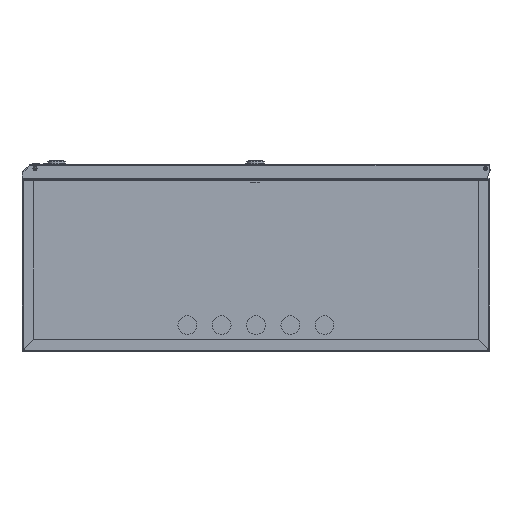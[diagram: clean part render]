
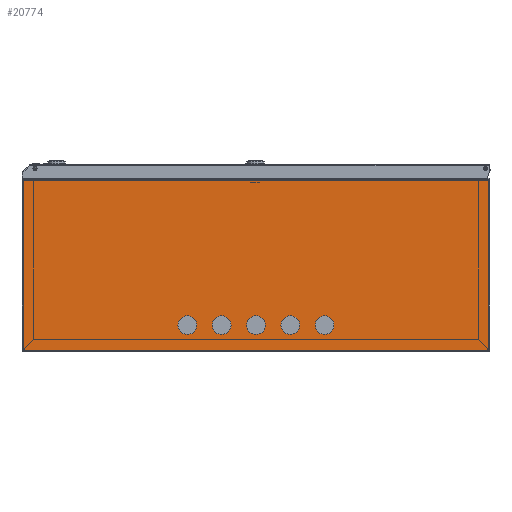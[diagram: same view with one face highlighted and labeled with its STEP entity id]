
A CAD part, front view. The second image highlights one B-rep face of the part: STEP entity #20774.
In plain terms, the highlighted face is planar.
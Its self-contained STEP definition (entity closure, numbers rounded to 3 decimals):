
#5 = DIRECTION ( 'NONE',  ( 0., 1., 0. ) ) ;
#7 = VECTOR ( 'NONE', #21891, 1000. ) ;
#108 = LINE ( 'NONE', #16217, #7 ) ;
#216 = DIRECTION ( 'NONE',  ( 0., 1., 0. ) ) ;
#415 = CARTESIAN_POINT ( 'NONE',  ( -243.453, 0., 386.938 ) ) ;
#428 = DIRECTION ( 'NONE',  ( 0., 0., 1. ) ) ;
#475 = VERTEX_POINT ( 'NONE', #15557 ) ;
#638 = EDGE_CURVE ( 'NONE', #1887, #22300, #108, .T. ) ;
#644 = AXIS2_PLACEMENT_3D ( 'NONE', #10550, #24741, #12634 ) ;
#717 = DIRECTION ( 'NONE',  ( 0., 0., 1. ) ) ;
#765 = ORIENTED_EDGE ( 'NONE', *, *, #26245, .T. ) ;
#901 = ORIENTED_EDGE ( 'NONE', *, *, #23509, .F. ) ;
#957 = CIRCLE ( 'NONE', #10322, 15. ) ;
#1831 = CARTESIAN_POINT ( 'NONE',  ( -243.453, 0., 236.938 ) ) ;
#1887 = VERTEX_POINT ( 'NONE', #14075 ) ;
#2017 = LINE ( 'NONE', #2764, #12900 ) ;
#2251 = EDGE_LOOP ( 'NONE', ( #26087, #15109 ) ) ;
#2266 = CARTESIAN_POINT ( 'NONE',  ( -283.453, 0., 664.938 ) ) ;
#2311 = CARTESIAN_POINT ( 'NONE',  ( -283.453, 0., -81.062 ) ) ;
#2633 = AXIS2_PLACEMENT_3D ( 'NONE', #1831, #16147, #3868 ) ;
#2764 = CARTESIAN_POINT ( 'NONE',  ( -283.453, 0., 664.938 ) ) ;
#3005 = LINE ( 'NONE', #18959, #6183 ) ;
#3092 = ORIENTED_EDGE ( 'NONE', *, *, #22241, .F. ) ;
#3472 = EDGE_CURVE ( 'NONE', #22300, #7719, #3005, .T. ) ;
#3687 = VERTEX_POINT ( 'NONE', #13614 ) ;
#3868 = DIRECTION ( 'NONE',  ( 0., 0., 1. ) ) ;
#3879 = CARTESIAN_POINT ( 'NONE',  ( -243.453, 0., 291.938 ) ) ;
#3903 = VERTEX_POINT ( 'NONE', #415 ) ;
#4294 = DIRECTION ( 'NONE',  ( 0., 1., 0. ) ) ;
#4362 = EDGE_LOOP ( 'NONE', ( #10679, #765, #25384, #17776 ) ) ;
#4820 = DIRECTION ( 'NONE',  ( 1., 0., 0. ) ) ;
#4831 = VERTEX_POINT ( 'NONE', #15986 ) ;
#5653 = CIRCLE ( 'NONE', #9332, 15. ) ;
#5902 = DIRECTION ( 'NONE',  ( 0., 0., 1. ) ) ;
#6183 = VECTOR ( 'NONE', #717, 1000. ) ;
#6266 = ORIENTED_EDGE ( 'NONE', *, *, #10954, .F. ) ;
#6655 = ORIENTED_EDGE ( 'NONE', *, *, #14210, .F. ) ;
#6934 = EDGE_LOOP ( 'NONE', ( #9455, #901 ) ) ;
#7128 = EDGE_CURVE ( 'NONE', #3903, #4831, #24484, .T. ) ;
#7148 = DIRECTION ( 'NONE',  ( 0., 1., 0. ) ) ;
#7397 = CARTESIAN_POINT ( 'NONE',  ( -11.753, 0., 664.938 ) ) ;
#7513 = CIRCLE ( 'NONE', #22679, 15. ) ;
#7719 = VERTEX_POINT ( 'NONE', #19889 ) ;
#8253 = CIRCLE ( 'NONE', #16406, 15. ) ;
#8317 = PLANE ( 'NONE',  #14995 ) ;
#8548 = EDGE_CURVE ( 'NONE', #18428, #3687, #7513, .T. ) ;
#8885 = VERTEX_POINT ( 'NONE', #18965 ) ;
#9028 = EDGE_LOOP ( 'NONE', ( #24596, #20790 ) ) ;
#9322 = FACE_OUTER_BOUND ( 'NONE', #4362, .T. ) ;
#9332 = AXIS2_PLACEMENT_3D ( 'NONE', #12226, #5, #14265 ) ;
#9396 = CARTESIAN_POINT ( 'NONE',  ( -243.453, 0., 401.938 ) ) ;
#9450 = VERTEX_POINT ( 'NONE', #10894 ) ;
#9455 = ORIENTED_EDGE ( 'NONE', *, *, #11610, .F. ) ;
#9674 = VERTEX_POINT ( 'NONE', #13948 ) ;
#9881 = DIRECTION ( 'NONE',  ( 0., 1., 0. ) ) ;
#9957 = FACE_BOUND ( 'NONE', #19905, .T. ) ;
#10322 = AXIS2_PLACEMENT_3D ( 'NONE', #23186, #11025, #25225 ) ;
#10550 = CARTESIAN_POINT ( 'NONE',  ( -243.453, 0., 181.938 ) ) ;
#10679 = ORIENTED_EDGE ( 'NONE', *, *, #23653, .T. ) ;
#10894 = CARTESIAN_POINT ( 'NONE',  ( -243.453, 0., 331.938 ) ) ;
#10954 = EDGE_CURVE ( 'NONE', #9450, #475, #11307, .T. ) ;
#11025 = DIRECTION ( 'NONE',  ( 0., 1., 0. ) ) ;
#11262 = CIRCLE ( 'NONE', #2633, 15. ) ;
#11307 = CIRCLE ( 'NONE', #14790, 15. ) ;
#11477 = DIRECTION ( 'NONE',  ( 0., 0., 1. ) ) ;
#11610 = EDGE_CURVE ( 'NONE', #14514, #9674, #11262, .T. ) ;
#12226 = CARTESIAN_POINT ( 'NONE',  ( -243.453, 0., 401.938 ) ) ;
#12430 = CARTESIAN_POINT ( 'NONE',  ( -243.453, 0., 346.938 ) ) ;
#12629 = CARTESIAN_POINT ( 'NONE',  ( -243.453, 0., 196.938 ) ) ;
#12630 = DIRECTION ( 'NONE',  ( 0., 1., 0. ) ) ;
#12634 = DIRECTION ( 'NONE',  ( 0., 0., 1. ) ) ;
#12900 = VECTOR ( 'NONE', #4820, 1000. ) ;
#13252 = VERTEX_POINT ( 'NONE', #16663 ) ;
#13335 = AXIS2_PLACEMENT_3D ( 'NONE', #24732, #12630, #428 ) ;
#13614 = CARTESIAN_POINT ( 'NONE',  ( -243.453, 0., 276.938 ) ) ;
#13948 = CARTESIAN_POINT ( 'NONE',  ( -243.453, 0., 221.938 ) ) ;
#14075 = CARTESIAN_POINT ( 'NONE',  ( -11.753, 0., -81.062 ) ) ;
#14210 = EDGE_CURVE ( 'NONE', #4831, #3903, #5653, .T. ) ;
#14265 = DIRECTION ( 'NONE',  ( 0., 0., 1. ) ) ;
#14475 = DIRECTION ( 'NONE',  ( 0., 0., 1. ) ) ;
#14514 = VERTEX_POINT ( 'NONE', #17109 ) ;
#14788 = FACE_BOUND ( 'NONE', #6934, .T. ) ;
#14790 = AXIS2_PLACEMENT_3D ( 'NONE', #22086, #9881, #24087 ) ;
#14809 = AXIS2_PLACEMENT_3D ( 'NONE', #9396, #23607, #11477 ) ;
#14995 = AXIS2_PLACEMENT_3D ( 'NONE', #2266, #4294, #18610 ) ;
#15086 = AXIS2_PLACEMENT_3D ( 'NONE', #19424, #7148, #21432 ) ;
#15109 = ORIENTED_EDGE ( 'NONE', *, *, #17000, .F. ) ;
#15557 = CARTESIAN_POINT ( 'NONE',  ( -243.453, 0., 361.938 ) ) ;
#15986 = CARTESIAN_POINT ( 'NONE',  ( -243.453, 0., 416.938 ) ) ;
#16147 = DIRECTION ( 'NONE',  ( 0., 1., 0. ) ) ;
#16217 = CARTESIAN_POINT ( 'NONE',  ( -283.453, 0., -81.062 ) ) ;
#16406 = AXIS2_PLACEMENT_3D ( 'NONE', #12430, #216, #14475 ) ;
#16663 = CARTESIAN_POINT ( 'NONE',  ( -11.753, 0., 664.938 ) ) ;
#16839 = LINE ( 'NONE', #7397, #21578 ) ;
#17000 = EDGE_CURVE ( 'NONE', #8885, #17487, #17301, .T. ) ;
#17109 = CARTESIAN_POINT ( 'NONE',  ( -243.453, 0., 251.938 ) ) ;
#17301 = CIRCLE ( 'NONE', #15086, 15. ) ;
#17487 = VERTEX_POINT ( 'NONE', #12629 ) ;
#17776 = ORIENTED_EDGE ( 'NONE', *, *, #3472, .T. ) ;
#18179 = DIRECTION ( 'NONE',  ( 0., 1., 0. ) ) ;
#18428 = VERTEX_POINT ( 'NONE', #22079 ) ;
#18610 = DIRECTION ( 'NONE',  ( 0., 0., 1. ) ) ;
#18959 = CARTESIAN_POINT ( 'NONE',  ( -283.453, 0., -81.062 ) ) ;
#18965 = CARTESIAN_POINT ( 'NONE',  ( -243.453, 0., 166.938 ) ) ;
#19424 = CARTESIAN_POINT ( 'NONE',  ( -243.453, 0., 181.938 ) ) ;
#19889 = CARTESIAN_POINT ( 'NONE',  ( -283.453, 0., 664.938 ) ) ;
#19905 = EDGE_LOOP ( 'NONE', ( #6655, #25091 ) ) ;
#20155 = FACE_BOUND ( 'NONE', #2251, .T. ) ;
#20192 = CIRCLE ( 'NONE', #13335, 15. ) ;
#20228 = EDGE_LOOP ( 'NONE', ( #3092, #6266 ) ) ;
#20774 = ADVANCED_FACE ( 'NONE', ( #20155, #20788, #9957, #25531, #14788, #9322 ), #8317, .T. ) ;
#20788 = FACE_BOUND ( 'NONE', #9028, .T. ) ;
#20790 = ORIENTED_EDGE ( 'NONE', *, *, #25460, .F. ) ;
#21432 = DIRECTION ( 'NONE',  ( 0., 0., 1. ) ) ;
#21578 = VECTOR ( 'NONE', #23664, 1000. ) ;
#21891 = DIRECTION ( 'NONE',  ( -1., 0., 0. ) ) ;
#22079 = CARTESIAN_POINT ( 'NONE',  ( -243.453, 0., 306.938 ) ) ;
#22086 = CARTESIAN_POINT ( 'NONE',  ( -243.453, 0., 346.938 ) ) ;
#22241 = EDGE_CURVE ( 'NONE', #475, #9450, #8253, .T. ) ;
#22300 = VERTEX_POINT ( 'NONE', #2311 ) ;
#22679 = AXIS2_PLACEMENT_3D ( 'NONE', #3879, #18179, #5902 ) ;
#23186 = CARTESIAN_POINT ( 'NONE',  ( -243.453, 0., 291.938 ) ) ;
#23509 = EDGE_CURVE ( 'NONE', #9674, #14514, #20192, .T. ) ;
#23607 = DIRECTION ( 'NONE',  ( 0., 1., 0. ) ) ;
#23653 = EDGE_CURVE ( 'NONE', #7719, #13252, #2017, .T. ) ;
#23664 = DIRECTION ( 'NONE',  ( 0., 0., -1. ) ) ;
#24087 = DIRECTION ( 'NONE',  ( 0., 0., 1. ) ) ;
#24484 = CIRCLE ( 'NONE', #14809, 15. ) ;
#24596 = ORIENTED_EDGE ( 'NONE', *, *, #8548, .F. ) ;
#24732 = CARTESIAN_POINT ( 'NONE',  ( -243.453, 0., 236.938 ) ) ;
#24741 = DIRECTION ( 'NONE',  ( 0., 1., 0. ) ) ;
#25091 = ORIENTED_EDGE ( 'NONE', *, *, #7128, .F. ) ;
#25225 = DIRECTION ( 'NONE',  ( 0., 0., 1. ) ) ;
#25384 = ORIENTED_EDGE ( 'NONE', *, *, #638, .T. ) ;
#25460 = EDGE_CURVE ( 'NONE', #3687, #18428, #957, .T. ) ;
#25531 = FACE_BOUND ( 'NONE', #20228, .T. ) ;
#25713 = CIRCLE ( 'NONE', #644, 15. ) ;
#25975 = EDGE_CURVE ( 'NONE', #17487, #8885, #25713, .T. ) ;
#26087 = ORIENTED_EDGE ( 'NONE', *, *, #25975, .F. ) ;
#26245 = EDGE_CURVE ( 'NONE', #13252, #1887, #16839, .T. ) ;
